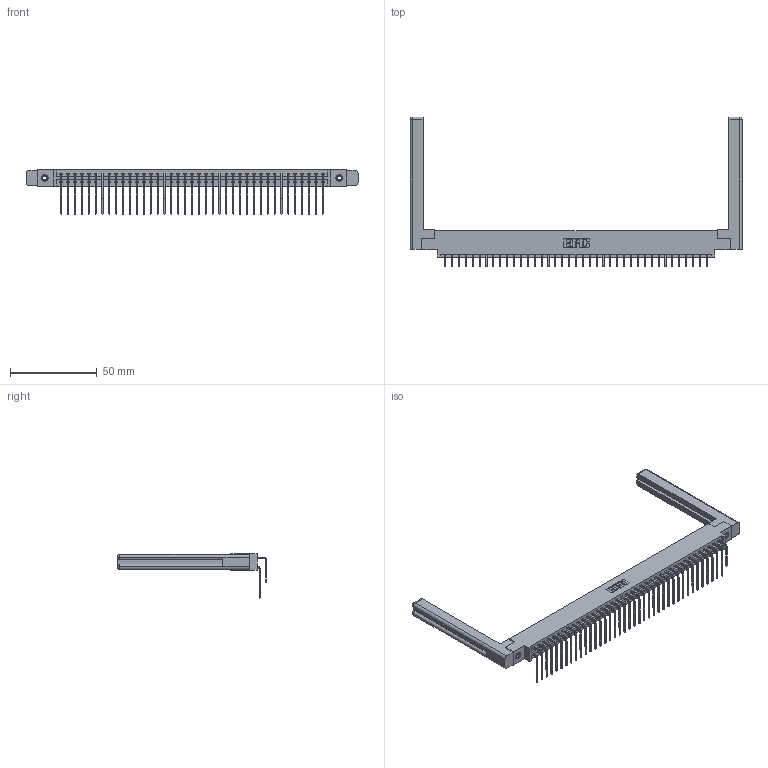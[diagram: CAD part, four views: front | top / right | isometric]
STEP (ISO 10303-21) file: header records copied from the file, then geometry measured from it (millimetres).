
FILE_DESCRIPTION (( 'STEP AP203' ), '1' );
FILE_NAME ('337-078-559-858.STEP', '2019-10-15T14:46:37', ( '' ), ( '' ), 'SwSTEP 2.0', 'SolidWorks 2016', '' );
FILE_SCHEMA (( 'CONFIG_CONTROL_DESIGN' ));
Length unit declared in the file: inch
Products named in the file (6): 345-292-001_559 Tail - 2; 345-292-001_558 559 Tail - 1; 307-220-058; 337 Part_0.170 Offset - 0.156 Dia-TI; 345-250-001_345-250-001-102; 337-078-559-858
Assembly tree (83 placements, depth 2):
  337-078-559-858
    337 Part_0.170 Offset - 0.156 Dia-TI
    345-292-001_558 559 Tail - 1  x39
    345-292-001_559 Tail - 2  x39
    345-250-001_345-250-001-102  x2
    307-220-058  x2
Bounding box: 191.16 x 86.3 x 25.53 mm (x, y, z)
Volume: 27580.9 mm3; surface area: 30490.6 mm2
Topology: 83 solids, 83 shells, 4628 faces, 13703 edges, 9018 vertices
Faces by surface type: plane 3278, cylinder 1326, cone 12, torus 12
Entity records: 35176 total; most frequent: CARTESIAN_POINT 5984, ORIENTED_EDGE 5808, DIRECTION 5092, EDGE_CURVE 2904, VECTOR 2688, LINE 2688, VERTEX_POINT 1926, AXIS2_PLACEMENT_3D 1202
